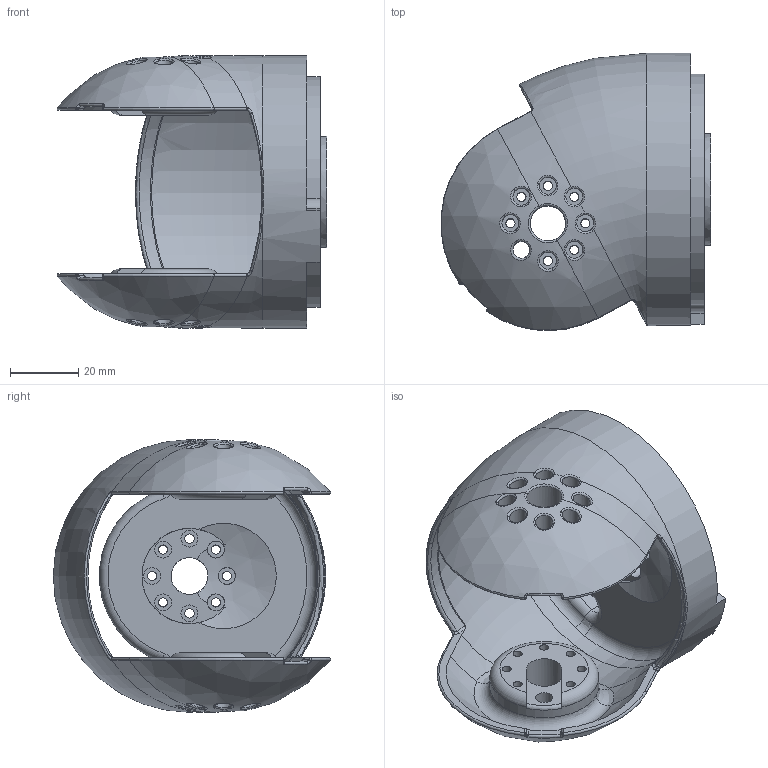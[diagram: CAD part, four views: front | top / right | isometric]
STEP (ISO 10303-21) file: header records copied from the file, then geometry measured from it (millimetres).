
FILE_DESCRIPTION(/* description */ (''),/* implementation_level */ '2;1');
FILE_NAME(/* name */ 'Shoulder Joint Left V2.0.step',/* time_stamp */ '2017-06-25T10:02:22+10:00',/* author */ (''),/* organization */ (''),/* preprocessor_version */ 'ST-DEVELOPER v16.13',/* originating_system */ 'Autodesk Translation Framework v6.1.1.50',/* authorisation */ '');
FILE_SCHEMA (('AUTOMOTIVE_DESIGN { 1 0 10303 214 3 1 1 }'));
Length unit declared in the file: millimetre
Products named in the file (1): Shoulder Joint Left v2
Bounding box: 79.31 x 81.48 x 80 mm (x, y, z)
Volume: 70458.3 mm3; surface area: 45208.1 mm2
Topology: 1 solids, 1 shells, 322 faces, 870 edges, 561 vertices
Faces by surface type: cylinder 107, plane 99, bspline 73, torus 32, sphere 11
Full cylindrical faces by diameter (mm): 2.7 x22, 5 x24, 10.4 x2, 10.8 x1, 32 x2, 32.7 x1, 75 x1, 80 x1
Entity records: 23499 total; most frequent: CARTESIAN_POINT 15895, ORIENTED_EDGE 1600, DIRECTION 1511, EDGE_CURVE 800, AXIS2_PLACEMENT_3D 652, VERTEX_POINT 547, EDGE_LOOP 445, CIRCLE 389
